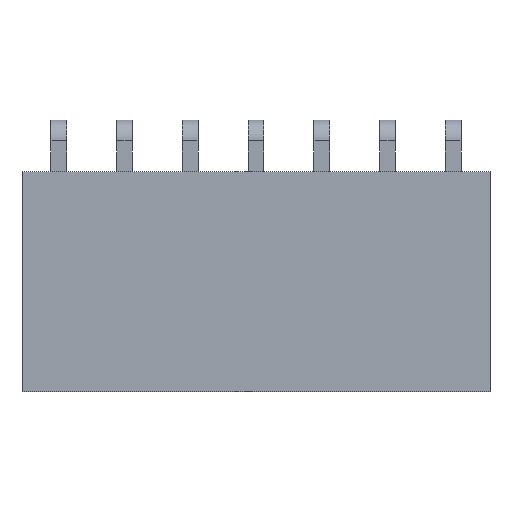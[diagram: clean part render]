
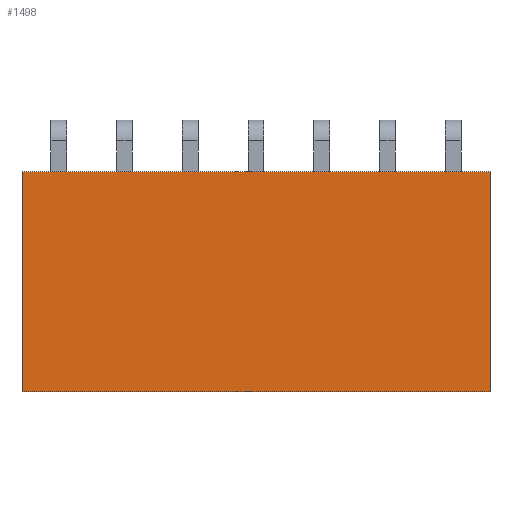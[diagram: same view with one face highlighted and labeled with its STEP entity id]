
A CAD part, top view. The second image highlights one B-rep face of the part: STEP entity #1498.
In plain terms, the highlighted planar face has unit normal (0, 0, 1).
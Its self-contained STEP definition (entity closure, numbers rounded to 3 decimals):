
#1498=ADVANCED_FACE('',(#2827),#2829,.T.);
#2827=FACE_BOUND('',#2828,.T.);
#2828=EDGE_LOOP('',(#3922,#3923,#3924,#3925));
#2829=PLANE('',#2830);
#2830=AXIS2_PLACEMENT_3D('',#2831,#2832,#2833);
#2831=CARTESIAN_POINT('',(16.66,-10.3,2.5));
#2832=DIRECTION('',(0.,-0.,1.));
#2833=DIRECTION('',(0.,1.,0.));
#3922=ORIENTED_EDGE('',*,*,#4501,.T.);
#3923=ORIENTED_EDGE('',*,*,#4533,.T.);
#3924=ORIENTED_EDGE('',*,*,#4531,.F.);
#3925=ORIENTED_EDGE('',*,*,#4553,.F.);
#4501=EDGE_CURVE('',#5244,#5242,#5245,.T.);
#4531=EDGE_CURVE('',#5294,#5296,#5297,.T.);
#4533=EDGE_CURVE('',#5242,#5296,#5299,.T.);
#4553=EDGE_CURVE('',#5244,#5294,#5321,.T.);
#5242=VERTEX_POINT('',#6768);
#5244=VERTEX_POINT('',#6772);
#5245=LINE('',#6773,#6774);
#5294=VERTEX_POINT('',#6880);
#5296=VERTEX_POINT('',#6884);
#5297=LINE('',#6885,#6886);
#5299=LINE('',#6891,#6892);
#5321=LINE('',#6953,#6954);
#6768=CARTESIAN_POINT('',(16.66,-1.8,2.5));
#6772=CARTESIAN_POINT('',(16.66,-10.3,2.5));
#6773=CARTESIAN_POINT('',(16.66,-10.3,2.5));
#6774=VECTOR('',#6775,1.);
#6775=DIRECTION('',(0.,1.,0.));
#6880=CARTESIAN_POINT('',(-1.42,-10.3,2.5));
#6884=CARTESIAN_POINT('',(-1.42,-1.8,2.5));
#6885=CARTESIAN_POINT('',(-1.42,-10.3,2.5));
#6886=VECTOR('',#6887,1.);
#6887=DIRECTION('',(0.,1.,0.));
#6891=CARTESIAN_POINT('',(16.66,-1.8,2.5));
#6892=VECTOR('',#6893,1.);
#6893=DIRECTION('',(-1.,0.,0.));
#6953=CARTESIAN_POINT('',(16.66,-10.3,2.5));
#6954=VECTOR('',#6955,1.);
#6955=DIRECTION('',(-1.,0.,0.));
